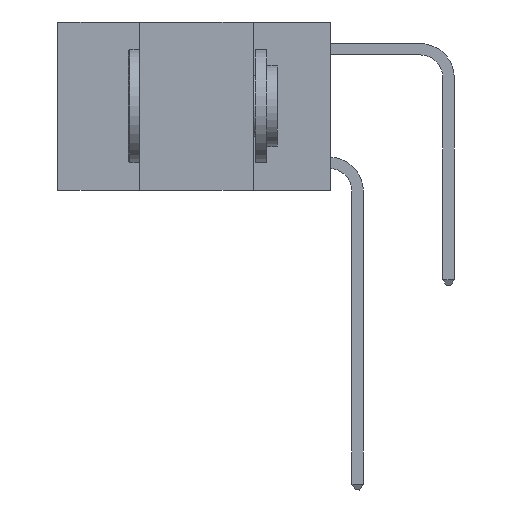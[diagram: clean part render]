
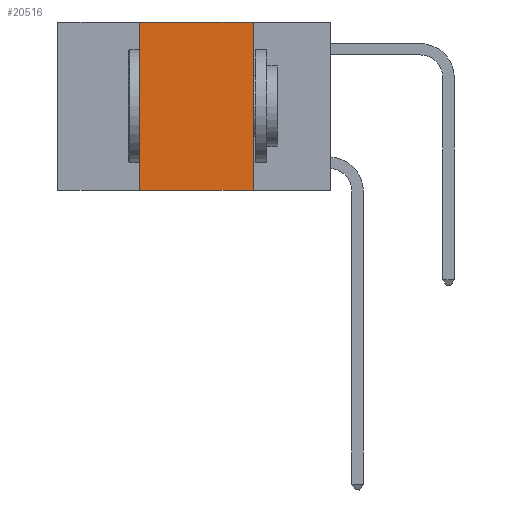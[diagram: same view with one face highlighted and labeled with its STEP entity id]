
A CAD part, left-side view. The second image highlights one B-rep face of the part: STEP entity #20516.
In plain terms, the highlighted planar face has unit normal (-1, 0, 0).
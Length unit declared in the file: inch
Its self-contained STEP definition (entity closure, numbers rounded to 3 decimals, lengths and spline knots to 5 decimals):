
#829 = DIRECTION ( 'NONE',  ( 0., 0., -1. ) ) ;
#3623 = ORIENTED_EDGE ( 'NONE', *, *, #18070, .F. ) ;
#4750 = LINE ( 'NONE', #22466, #10993 ) ;
#5131 = CARTESIAN_POINT ( 'NONE',  ( 0., 0.17, 0. ) ) ;
#6026 = FACE_OUTER_BOUND ( 'NONE', #11666, .T. ) ;
#6048 = AXIS2_PLACEMENT_3D ( 'NONE', #11427, #16751, #829 ) ;
#6105 = PLANE ( 'NONE',  #6048 ) ;
#6468 = ORIENTED_EDGE ( 'NONE', *, *, #9225, .T. ) ;
#7774 = ORIENTED_EDGE ( 'NONE', *, *, #33082, .F. ) ;
#8830 = VERTEX_POINT ( 'NONE', #22356 ) ;
#8922 = VERTEX_POINT ( 'NONE', #22705 ) ;
#9225 = EDGE_CURVE ( 'NONE', #24517, #8830, #10634, .T. ) ;
#10634 = LINE ( 'NONE', #21451, #30685 ) ;
#10993 = VECTOR ( 'NONE', #19960, 39.37008 ) ;
#11427 = CARTESIAN_POINT ( 'NONE',  ( 0., 0.6, 0. ) ) ;
#11666 = EDGE_LOOP ( 'NONE', ( #18940, #7774, #3623, #6468 ) ) ;
#15125 = CARTESIAN_POINT ( 'NONE',  ( 0., 0.42, 0. ) ) ;
#16715 = LINE ( 'NONE', #5131, #23672 ) ;
#16751 = DIRECTION ( 'NONE',  ( 1., 0., 0. ) ) ;
#17559 = LINE ( 'NONE', #32613, #24540 ) ;
#18070 = EDGE_CURVE ( 'NONE', #24517, #33883, #4750, .T. ) ;
#18940 = ORIENTED_EDGE ( 'NONE', *, *, #21593, .F. ) ;
#19960 = DIRECTION ( 'NONE',  ( 0., 0., 1. ) ) ;
#20516 = ADVANCED_FACE ( 'NONE', ( #6026 ), #6105, .F. ) ;
#21451 = CARTESIAN_POINT ( 'NONE',  ( 0., 0.6, -0.37 ) ) ;
#21593 = EDGE_CURVE ( 'NONE', #8922, #8830, #16715, .T. ) ;
#22356 = CARTESIAN_POINT ( 'NONE',  ( 0., 0.17, -0.37 ) ) ;
#22466 = CARTESIAN_POINT ( 'NONE',  ( 0., 0.42, 0. ) ) ;
#22705 = CARTESIAN_POINT ( 'NONE',  ( 0., 0.17, 0. ) ) ;
#23274 = CARTESIAN_POINT ( 'NONE',  ( 0., 0.42, -0.37 ) ) ;
#23672 = VECTOR ( 'NONE', #26185, 39.37008 ) ;
#24090 = DIRECTION ( 'NONE',  ( 0., -1., 0. ) ) ;
#24517 = VERTEX_POINT ( 'NONE', #23274 ) ;
#24540 = VECTOR ( 'NONE', #24748, 39.37008 ) ;
#24748 = DIRECTION ( 'NONE',  ( 0., -1., 0. ) ) ;
#26185 = DIRECTION ( 'NONE',  ( 0., 0., -1. ) ) ;
#30685 = VECTOR ( 'NONE', #24090, 39.37008 ) ;
#32613 = CARTESIAN_POINT ( 'NONE',  ( 0., 0.6, 0. ) ) ;
#33082 = EDGE_CURVE ( 'NONE', #33883, #8922, #17559, .T. ) ;
#33883 = VERTEX_POINT ( 'NONE', #15125 ) ;
